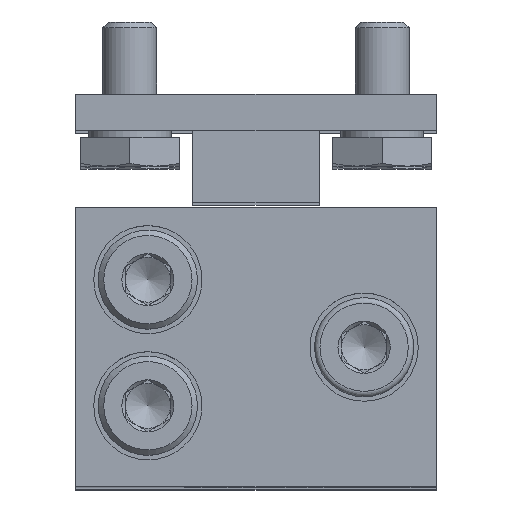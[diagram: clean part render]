
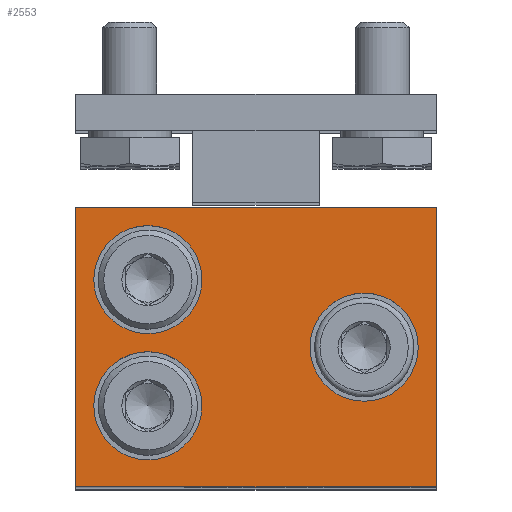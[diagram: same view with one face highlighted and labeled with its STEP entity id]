
A CAD part, top view. The second image highlights one B-rep face of the part: STEP entity #2553.
In plain terms, the highlighted planar face has unit normal (0, 0, 1).
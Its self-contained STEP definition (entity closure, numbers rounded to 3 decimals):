
#160=CIRCLE('',#2717,3.);
#161=CIRCLE('',#2718,3.);
#162=CIRCLE('',#2719,3.);
#274=ORIENTED_EDGE('',*,*,#804,.F.);
#275=ORIENTED_EDGE('',*,*,#805,.F.);
#276=ORIENTED_EDGE('',*,*,#806,.F.);
#277=ORIENTED_EDGE('',*,*,#799,.T.);
#278=ORIENTED_EDGE('',*,*,#788,.F.);
#279=ORIENTED_EDGE('',*,*,#794,.F.);
#280=ORIENTED_EDGE('',*,*,#802,.T.);
#788=EDGE_CURVE('',#1056,#1057,#1241,.T.);
#794=EDGE_CURVE('',#1061,#1056,#1246,.T.);
#799=EDGE_CURVE('',#1064,#1057,#1250,.T.);
#802=EDGE_CURVE('',#1061,#1064,#1253,.T.);
#804=EDGE_CURVE('',#1066,#1066,#160,.T.);
#805=EDGE_CURVE('',#1067,#1067,#161,.T.);
#806=EDGE_CURVE('',#1068,#1068,#162,.T.);
#1056=VERTEX_POINT('',#3590);
#1057=VERTEX_POINT('',#3592);
#1061=VERTEX_POINT('',#3602);
#1064=VERTEX_POINT('',#3612);
#1066=VERTEX_POINT('',#3621);
#1067=VERTEX_POINT('',#3623);
#1068=VERTEX_POINT('',#3625);
#1241=LINE('',#3591,#1391);
#1246=LINE('',#3603,#1396);
#1250=LINE('',#3611,#1400);
#1253=LINE('',#3617,#1403);
#1391=VECTOR('',#2959,1000.);
#1396=VECTOR('',#2968,1000.);
#1400=VECTOR('',#2976,1000.);
#1403=VECTOR('',#2981,1000.);
#1540=EDGE_LOOP('',(#274));
#1541=EDGE_LOOP('',(#275));
#1542=EDGE_LOOP('',(#276));
#1543=EDGE_LOOP('',(#277,#278,#279,#280));
#1736=FACE_BOUND('',#1540,.T.);
#1737=FACE_BOUND('',#1541,.T.);
#1738=FACE_BOUND('',#1542,.T.);
#1739=FACE_BOUND('',#1543,.T.);
#1935=PLANE('',#2716);
#2553=ADVANCED_FACE('',(#1736,#1737,#1738,#1739),#1935,.F.);
#2716=AXIS2_PLACEMENT_3D('',#3619,#2983,#2984);
#2717=AXIS2_PLACEMENT_3D('',#3620,#2985,#2986);
#2718=AXIS2_PLACEMENT_3D('',#3622,#2987,#2988);
#2719=AXIS2_PLACEMENT_3D('',#3624,#2989,#2990);
#2959=DIRECTION('',(0.,-1.,0.));
#2968=DIRECTION('',(1.,0.,0.));
#2976=DIRECTION('',(1.,0.,0.));
#2981=DIRECTION('',(0.,-1.,0.));
#2983=DIRECTION('',(0.,0.,-1.));
#2984=DIRECTION('',(-1.,0.,0.));
#2985=DIRECTION('',(0.,0.,1.));
#2986=DIRECTION('',(1.,0.,0.));
#2987=DIRECTION('',(0.,0.,1.));
#2988=DIRECTION('',(1.,0.,0.));
#2989=DIRECTION('',(0.,0.,1.));
#2990=DIRECTION('',(1.,0.,0.));
#3590=CARTESIAN_POINT('',(20.,15.5,24.));
#3591=CARTESIAN_POINT('',(20.,15.5,24.));
#3592=CARTESIAN_POINT('',(20.,0.,24.));
#3602=CARTESIAN_POINT('',(0.,15.5,24.));
#3603=CARTESIAN_POINT('',(0.,15.5,24.));
#3611=CARTESIAN_POINT('',(0.,0.,24.));
#3612=CARTESIAN_POINT('',(0.,0.,24.));
#3617=CARTESIAN_POINT('',(0.,15.5,24.));
#3619=CARTESIAN_POINT('',(0.,15.5,24.));
#3620=CARTESIAN_POINT('',(16.,7.75,24.));
#3621=CARTESIAN_POINT('',(19.,7.75,24.));
#3622=CARTESIAN_POINT('',(4.,11.5,24.));
#3623=CARTESIAN_POINT('',(7.,11.5,24.));
#3624=CARTESIAN_POINT('',(4.,4.5,24.));
#3625=CARTESIAN_POINT('',(7.,4.5,24.));
